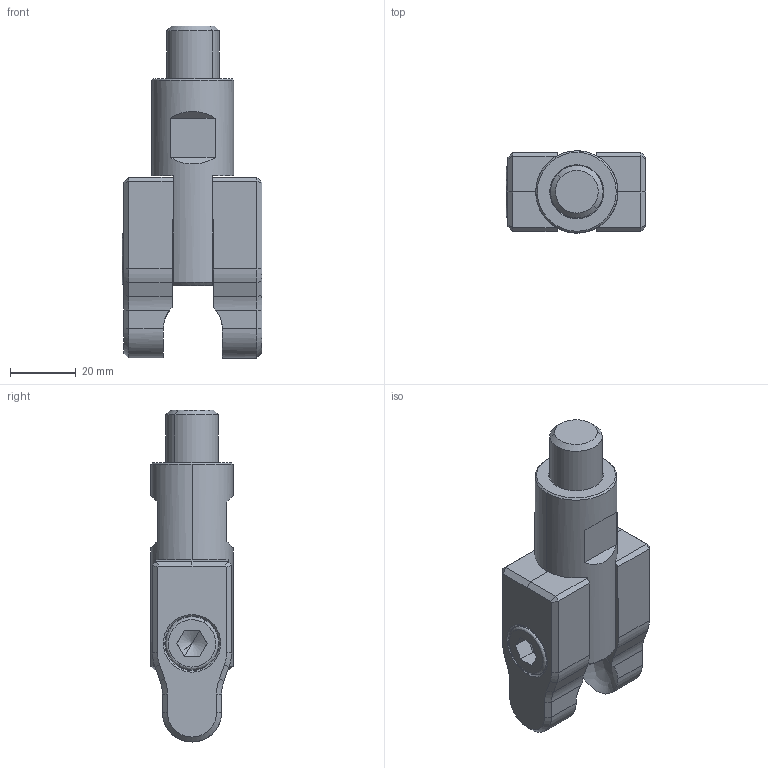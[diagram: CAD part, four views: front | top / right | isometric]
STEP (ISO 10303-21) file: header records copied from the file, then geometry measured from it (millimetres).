
FILE_DESCRIPTION (( 'STEP AP203' ), '1' );
FILE_NAME ('15.252.001.STEP', '2020-08-13T16:33:48', ( '' ), ( '' ), 'SwSTEP 2.0', 'SolidWorks 2020', '' );
FILE_SCHEMA (( 'CONFIG_CONTROL_DESIGN' ));
Length unit declared in the file: millimetre
Products named in the file (6): 93805A510_TYPE 18-8 STAINLESS STEEL FULLY THREADED STUD_93805A510; ID_10; 15.252.001; ID_11; ID_8; ID_9
Assembly tree (5 placements, depth 2):
  15.252.001
    ID_8
    ID_9
    ID_10
    ID_11
    93805A510_TYPE 18-8 STAINLESS STEEL FULLY THREADED STUD_93805A510
Bounding box: 42.5 x 25 x 101.01 mm (x, y, z)
Volume: 55688.8 mm3; surface area: 21010.3 mm2
Topology: 5 solids, 5 shells, 163 faces, 395 edges, 241 vertices
Faces by surface type: plane 79, cylinder 42, cone 38, bspline 4
Entity records: 5509 total; most frequent: CARTESIAN_POINT 1108, DIRECTION 804, ORIENTED_EDGE 766, EDGE_CURVE 383, AXIS2_PLACEMENT_3D 287, VERTEX_POINT 241, LINE 230, VECTOR 230
